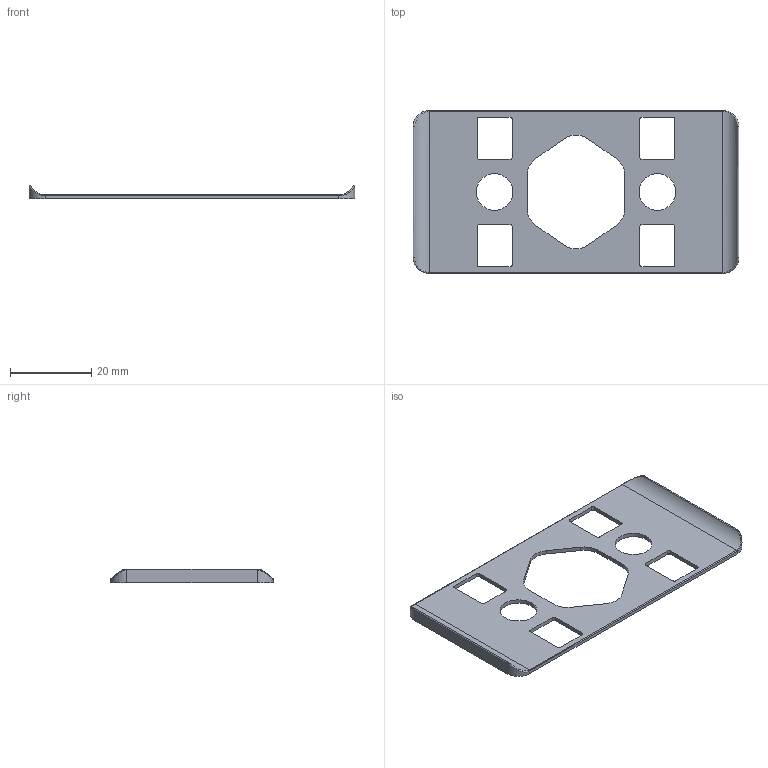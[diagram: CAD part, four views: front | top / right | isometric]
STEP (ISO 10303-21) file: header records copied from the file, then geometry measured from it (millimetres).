
FILE_DESCRIPTION (( 'STEP AP214' ), '1' );
FILE_NAME ('FIXE08E1625-Joint de rayon 8 80x40 R40.step', '2023-03-24T10:05:08', ( 'Altae' ), ( '' ), 'SwSTEP 2.0', 'SolidWorks 2021', '' );
FILE_SCHEMA (( 'AUTOMOTIVE_DESIGN' ));
Length unit declared in the file: millimetre
Products named in the file (1): FIXE08E1625-Joint de rayon 8 80x40 R40
Bounding box: 80 x 40 x 3.41 mm (x, y, z)
Volume: 2425.1 mm3; surface area: 5125.6 mm2
Topology: 1 solids, 1 shells, 68 faces, 186 edges, 120 vertices
Faces by surface type: cylinder 36, plane 28, bspline 4
Entity records: 2869 total; most frequent: CARTESIAN_POINT 1076, ORIENTED_EDGE 372, DIRECTION 356, EDGE_CURVE 186, AXIS2_PLACEMENT_3D 121, VERTEX_POINT 120, LINE 114, VECTOR 114
